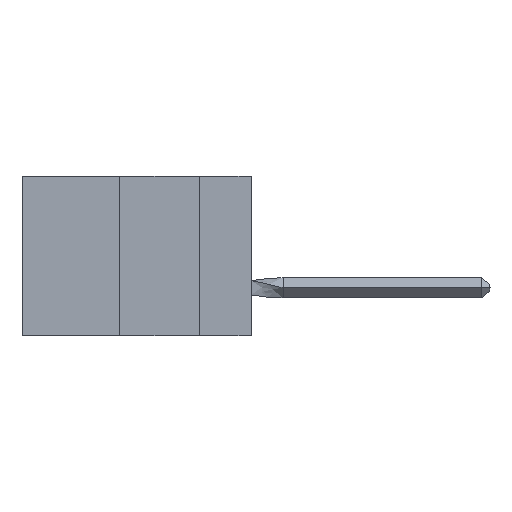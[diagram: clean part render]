
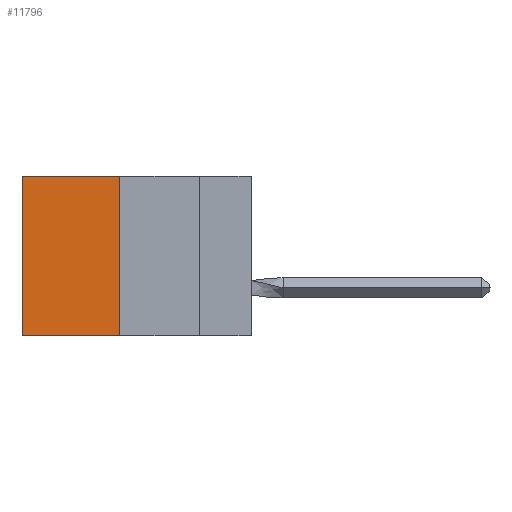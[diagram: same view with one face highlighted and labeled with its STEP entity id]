
A CAD part, left-side view. The second image highlights one B-rep face of the part: STEP entity #11796.
In plain terms, the highlighted planar face has unit normal (-1, 0, 0).
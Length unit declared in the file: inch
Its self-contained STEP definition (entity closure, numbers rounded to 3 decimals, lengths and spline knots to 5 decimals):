
#364 = ORIENTED_EDGE ( 'NONE', *, *, #17710, .T. ) ;
#428 = VECTOR ( 'NONE', #13931, 39.37008 ) ;
#1703 = ORIENTED_EDGE ( 'NONE', *, *, #6308, .F. ) ;
#2248 = VECTOR ( 'NONE', #18919, 39.37008 ) ;
#2535 = VERTEX_POINT ( 'NONE', #14406 ) ;
#2848 = LINE ( 'NONE', #12567, #14499 ) ;
#4514 = FACE_OUTER_BOUND ( 'NONE', #20533, .T. ) ;
#5990 = ORIENTED_EDGE ( 'NONE', *, *, #6070, .T. ) ;
#6070 = EDGE_CURVE ( 'NONE', #20800, #2535, #12141, .T. ) ;
#6308 = EDGE_CURVE ( 'NONE', #20800, #11346, #2848, .T. ) ;
#6949 = DIRECTION ( 'NONE',  ( 0., 0., -1. ) ) ;
#7189 = DIRECTION ( 'NONE',  ( 0., 1., 0. ) ) ;
#8127 = CARTESIAN_POINT ( 'NONE',  ( 0.305, 0.72, -0.5 ) ) ;
#9710 = LINE ( 'NONE', #17209, #428 ) ;
#10154 = CARTESIAN_POINT ( 'NONE',  ( 0.305, 0.413, -0.5 ) ) ;
#11346 = VERTEX_POINT ( 'NONE', #10154 ) ;
#11796 = ADVANCED_FACE ( 'NONE', ( #4514 ), #20188, .F. ) ;
#12141 = LINE ( 'NONE', #19076, #17604 ) ;
#12567 = CARTESIAN_POINT ( 'NONE',  ( 0.305, 0.413, -0.5 ) ) ;
#13860 = CARTESIAN_POINT ( 'NONE',  ( 0.305, 0.413, -0.5 ) ) ;
#13872 = CARTESIAN_POINT ( 'NONE',  ( 0.305, 0.72, -0.5 ) ) ;
#13931 = DIRECTION ( 'NONE',  ( 0., 1., 0. ) ) ;
#14383 = DIRECTION ( 'NONE',  ( 0., 0., -1. ) ) ;
#14406 = CARTESIAN_POINT ( 'NONE',  ( 0.305, 0.72, 0. ) ) ;
#14499 = VECTOR ( 'NONE', #14383, 39.37008 ) ;
#14878 = CARTESIAN_POINT ( 'NONE',  ( 0.305, 0.413, 0. ) ) ;
#16311 = AXIS2_PLACEMENT_3D ( 'NONE', #13860, #17024, #6949 ) ;
#16641 = VERTEX_POINT ( 'NONE', #8127 ) ;
#17024 = DIRECTION ( 'NONE',  ( 1., 0., 0. ) ) ;
#17209 = CARTESIAN_POINT ( 'NONE',  ( 0.305, 0.413, -0.5 ) ) ;
#17254 = LINE ( 'NONE', #13872, #2248 ) ;
#17604 = VECTOR ( 'NONE', #7189, 39.37008 ) ;
#17665 = EDGE_CURVE ( 'NONE', #11346, #16641, #9710, .T. ) ;
#17707 = ORIENTED_EDGE ( 'NONE', *, *, #17665, .F. ) ;
#17710 = EDGE_CURVE ( 'NONE', #2535, #16641, #17254, .T. ) ;
#18919 = DIRECTION ( 'NONE',  ( 0., 0., -1. ) ) ;
#19076 = CARTESIAN_POINT ( 'NONE',  ( 0.305, 0.413, 0. ) ) ;
#20188 = PLANE ( 'NONE',  #16311 ) ;
#20533 = EDGE_LOOP ( 'NONE', ( #364, #17707, #1703, #5990 ) ) ;
#20800 = VERTEX_POINT ( 'NONE', #14878 ) ;
